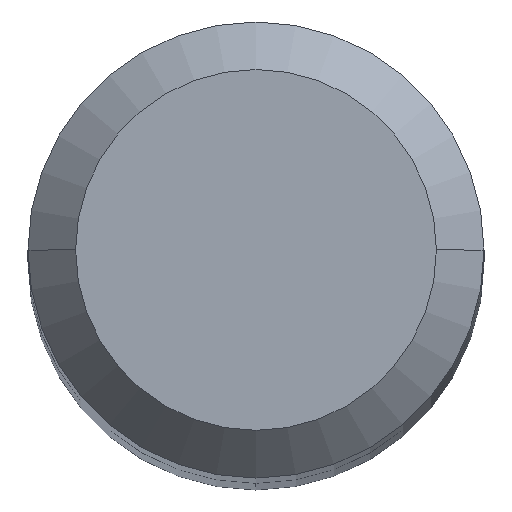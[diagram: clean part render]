
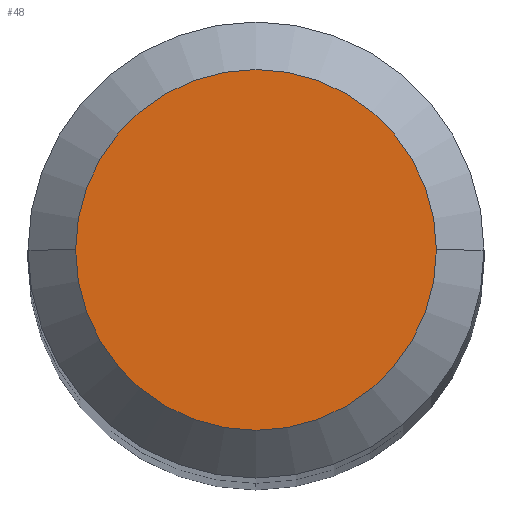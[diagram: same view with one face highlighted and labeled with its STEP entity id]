
A CAD part, top view. The second image highlights one B-rep face of the part: STEP entity #48.
In plain terms, the highlighted planar face has unit normal (0, 0, 1).
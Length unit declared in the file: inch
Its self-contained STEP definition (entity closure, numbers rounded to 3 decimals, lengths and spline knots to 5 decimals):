
#11 = EDGE_LOOP ( 'NONE', ( #202, #313 ) ) ;
#12 = DIRECTION ( 'NONE',  ( 0., 0., 1. ) ) ;
#20 = AXIS2_PLACEMENT_3D ( 'NONE', #256, #378, #103 ) ;
#28 = CIRCLE ( 'NONE', #310, 0.11835 ) ;
#40 = AXIS2_PLACEMENT_3D ( 'NONE', #297, #304, #369 ) ;
#48 = ADVANCED_FACE ( 'NONE', ( #367 ), #329, .F. ) ;
#103 = DIRECTION ( 'NONE',  ( 1., 0., 0. ) ) ;
#104 = DIRECTION ( 'NONE',  ( 1., 0., 0. ) ) ;
#112 = CIRCLE ( 'NONE', #20, 0.11835 ) ;
#153 = VERTEX_POINT ( 'NONE', #236 ) ;
#202 = ORIENTED_EDGE ( 'NONE', *, *, #330, .T. ) ;
#223 = VERTEX_POINT ( 'NONE', #285 ) ;
#231 = CARTESIAN_POINT ( 'NONE',  ( 0., 0., 0. ) ) ;
#236 = CARTESIAN_POINT ( 'NONE',  ( -0.11835, 0., 0. ) ) ;
#256 = CARTESIAN_POINT ( 'NONE',  ( 0., 0., 0. ) ) ;
#285 = CARTESIAN_POINT ( 'NONE',  ( 0.11835, 0., 0. ) ) ;
#297 = CARTESIAN_POINT ( 'NONE',  ( 0., 0., 0. ) ) ;
#304 = DIRECTION ( 'NONE',  ( 0., 0., -1. ) ) ;
#310 = AXIS2_PLACEMENT_3D ( 'NONE', #231, #12, #104 ) ;
#313 = ORIENTED_EDGE ( 'NONE', *, *, #372, .T. ) ;
#329 = PLANE ( 'NONE',  #40 ) ;
#330 = EDGE_CURVE ( 'NONE', #153, #223, #28, .T. ) ;
#367 = FACE_OUTER_BOUND ( 'NONE', #11, .T. ) ;
#369 = DIRECTION ( 'NONE',  ( -1., 0., 0. ) ) ;
#372 = EDGE_CURVE ( 'NONE', #223, #153, #112, .T. ) ;
#378 = DIRECTION ( 'NONE',  ( 0., 0., 1. ) ) ;
